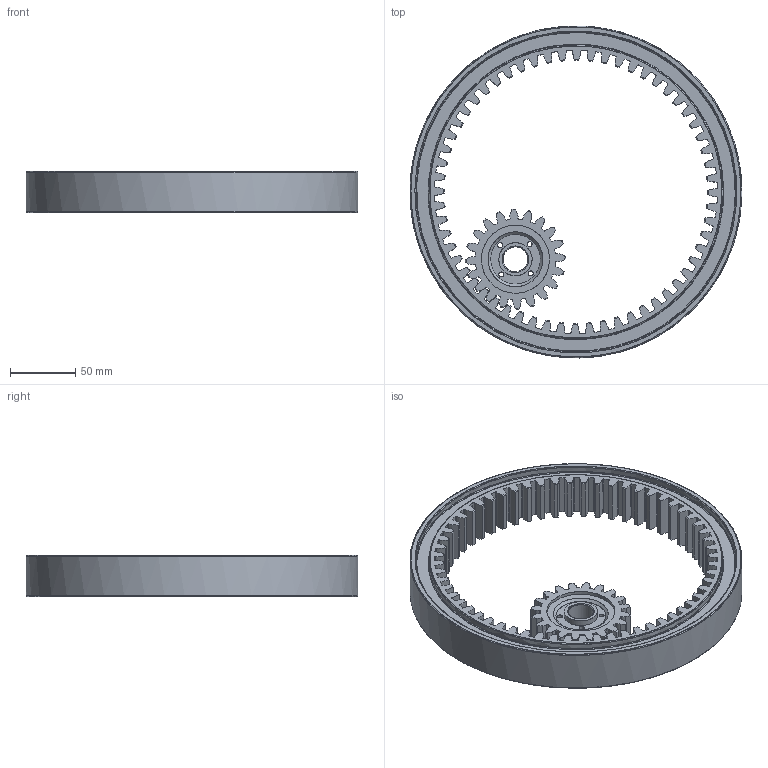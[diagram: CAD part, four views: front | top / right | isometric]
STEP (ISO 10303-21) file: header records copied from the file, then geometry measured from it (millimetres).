
FILE_DESCRIPTION(('FreeCAD Model'),'2;1');
FILE_NAME('Open CASCADE Shape Model','2025-05-09T17:04:15',('FreeCAD'),( 'FreeCAD'),'Open CASCADE STEP processor 7.6','FreeCAD','Unknown');
FILE_SCHEMA(('AUTOMOTIVE_DESIGN { 1 0 10303 214 1 1 1 1 }'));
Products named in the file (1): Open CASCADE STEP translator 7.6 1
Bounding box: 254.5 x 254.49 x 31.83 mm (x, y, z)
Surface area: 139306 mm2 (no closed solid volume)
Topology: 0 solids, 722 shells, 722 faces, 4202 edges, 4174 vertices
Faces by surface type: bspline 722
Entity records: 39230 total; most frequent: CARTESIAN_POINT 21233, ORIENTED_EDGE 4230, EDGE_CURVE 4202, VERTEX_POINT 4174, B_SPLINE_CURVE_WITH_KNOTS 1708, FACE_BOUND 744, EDGE_LOOP 744, SHELL_BASED_SURFACE_MODEL 722
